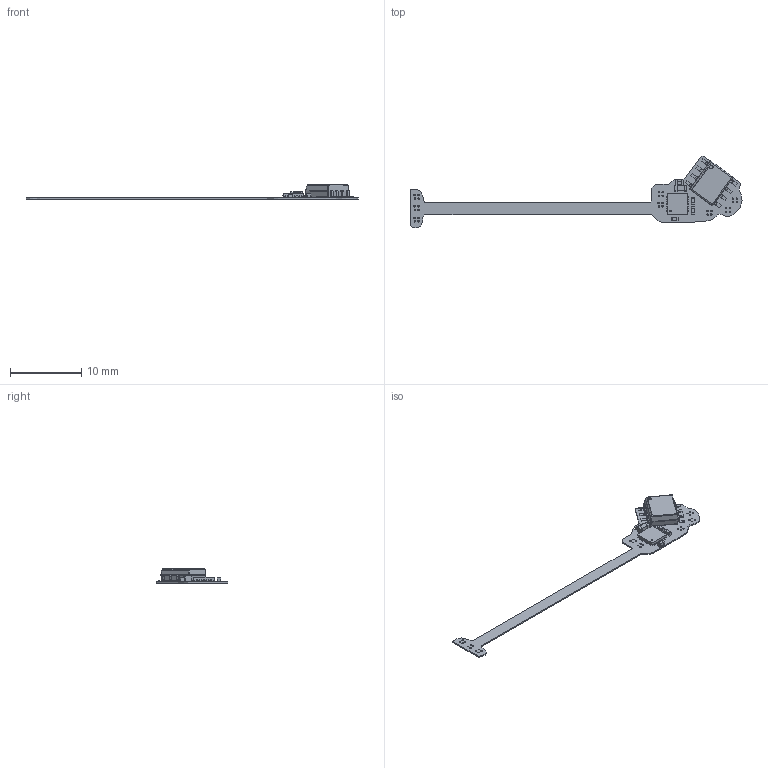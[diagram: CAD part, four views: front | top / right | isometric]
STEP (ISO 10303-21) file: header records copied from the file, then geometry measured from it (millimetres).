
FILE_DESCRIPTION(('KiCad electronic assembly'),'2;1');
FILE_NAME('adapter-encoder-pcb.step','2024-01-03T17:06:47',('Pcbnew'),( 'Kicad'),'Open CASCADE STEP processor 7.7','KiCad to STEP converter' ,'Unknown');
FILE_SCHEMA(('AUTOMOTIVE_DESIGN { 1 0 10303 214 1 1 1 1 }'));
Length unit declared in the file: millimetre
Products named in the file (10): adapter-encoder-pcb 1; C_0402_1005Metric; SOLID; C_0603_1608Metric; ST_UFQFPN-20_3x3mm_P0.5mm; SOIC127P600X175-8L; COMPOUND; adapter-encoder-pcb PCB
Assembly tree (12 placements, depth 3):
  adapter-encoder-pcb 1
    C_0402_1005Metric  x4
      SOLID
    C_0603_1608Metric
      SOLID
    ST_UFQFPN-20_3x3mm_P0.5mm
      SOLID
    SOIC127P600X175-8L
      COMPOUND
    adapter-encoder-pcb PCB
Bounding box: 46.68 x 10.06 x 1.98 mm (x, y, z)
Volume: 65.9 mm3; surface area: 431.3 mm2
Topology: 16 solids, 17 shells, 592 faces, 1462 edges, 905 vertices
Faces by surface type: plane 417, cylinder 157, sphere 10, bspline 8
Full cylindrical faces by diameter (mm): 0.2 x33, 0.5 x1
Entity records: 33518 total; most frequent: CARTESIAN_POINT 7005, DIRECTION 4628, LINE 3121, VECTOR 3121, ORIENTED_EDGE 2471, PCURVE 2471, DEFINITIONAL_REPRESENTATION 2471, EDGE_CURVE 1236
